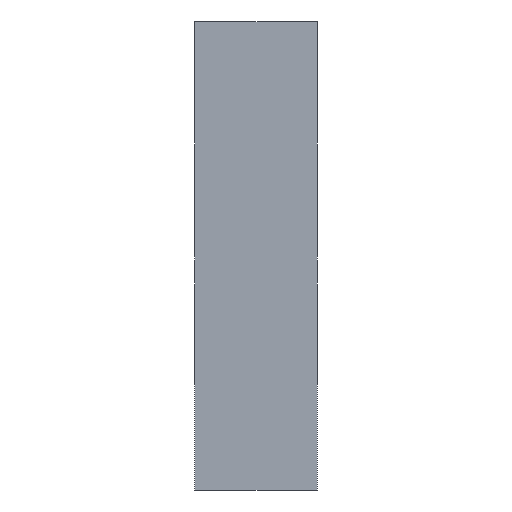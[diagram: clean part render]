
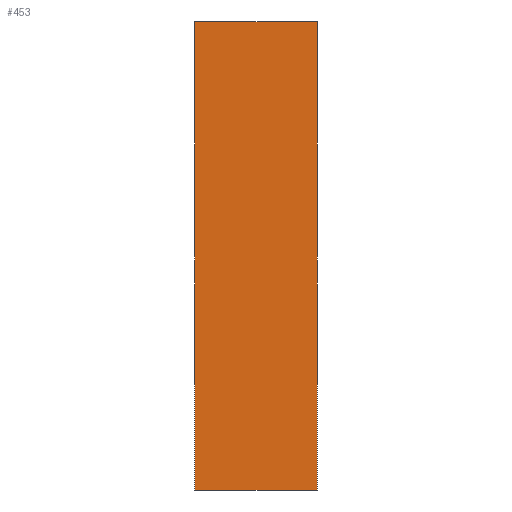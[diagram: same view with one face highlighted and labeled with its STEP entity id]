
A CAD part, front view. The second image highlights one B-rep face of the part: STEP entity #453.
In plain terms, the highlighted planar face has unit normal (0, -1, 0).
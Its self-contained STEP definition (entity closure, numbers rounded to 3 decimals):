
#49=FACE_OUTER_BOUND('',#75,.T.);
#75=EDGE_LOOP('',(#391,#392,#393,#394));
#104=LINE('',#688,#162);
#132=LINE('',#746,#190);
#133=LINE('',#747,#191);
#134=LINE('',#748,#192);
#162=VECTOR('',#565,10.);
#190=VECTOR('',#615,10.);
#191=VECTOR('',#616,10.);
#192=VECTOR('',#617,10.);
#212=VERTEX_POINT('',#685);
#213=VERTEX_POINT('',#687);
#231=VERTEX_POINT('',#744);
#232=VERTEX_POINT('',#745);
#258=EDGE_CURVE('',#212,#213,#104,.T.);
#286=EDGE_CURVE('',#231,#232,#132,.T.);
#287=EDGE_CURVE('',#232,#213,#133,.T.);
#288=EDGE_CURVE('',#212,#231,#134,.T.);
#391=ORIENTED_EDGE('',*,*,#286,.T.);
#392=ORIENTED_EDGE('',*,*,#287,.T.);
#393=ORIENTED_EDGE('',*,*,#258,.F.);
#394=ORIENTED_EDGE('',*,*,#288,.T.);
#428=PLANE('',#506);
#453=ADVANCED_FACE('',(#49),#428,.F.);
#506=AXIS2_PLACEMENT_3D('',#743,#613,#614);
#565=DIRECTION('',(1.,0.,0.));
#613=DIRECTION('center_axis',(0.,1.,0.));
#614=DIRECTION('ref_axis',(0.,0.,-1.));
#615=DIRECTION('',(1.,0.,0.));
#616=DIRECTION('',(0.,0.,1.));
#617=DIRECTION('',(0.,0.,-1.));
#685=CARTESIAN_POINT('',(-105.,0.,100.));
#687=CARTESIAN_POINT('',(0.,0.,100.));
#688=CARTESIAN_POINT('',(-105.,0.,100.));
#743=CARTESIAN_POINT('Origin',(-52.5,0.,-150.));
#744=CARTESIAN_POINT('',(-105.,0.,-300.));
#745=CARTESIAN_POINT('',(0.,0.,-300.));
#746=CARTESIAN_POINT('',(-52.5,0.,-300.));
#747=CARTESIAN_POINT('',(0.,0.,0.));
#748=CARTESIAN_POINT('',(-105.,0.,-150.));
